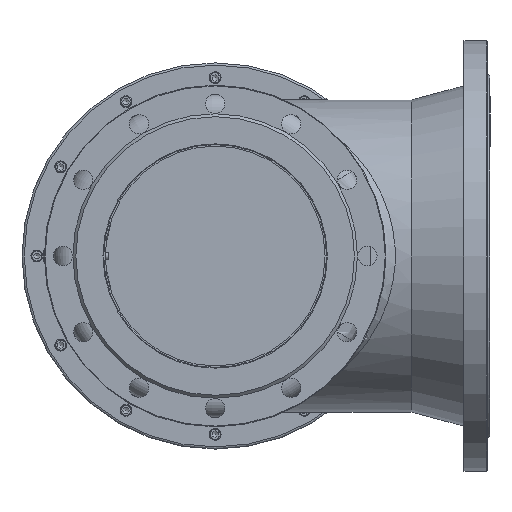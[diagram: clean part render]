
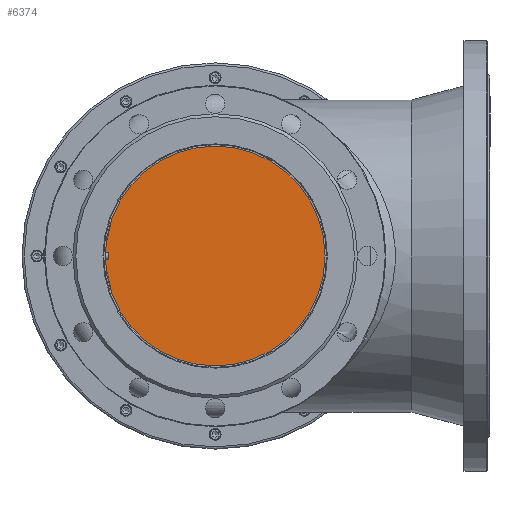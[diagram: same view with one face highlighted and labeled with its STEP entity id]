
A CAD part, front view. The second image highlights one B-rep face of the part: STEP entity #6374.
In plain terms, the highlighted planar face has unit normal (0, -1, 0).
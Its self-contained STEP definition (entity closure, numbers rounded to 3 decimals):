
#573=PLANE('',#7146);
#864=FACE_OUTER_BOUND('',#1333,.T.);
#1333=EDGE_LOOP('',(#5015));
#1750=CIRCLE('',#7132,150.);
#2952=VERTEX_POINT('',#12196);
#3669=EDGE_CURVE('',#2952,#2952,#1750,.T.);
#5015=ORIENTED_EDGE('',*,*,#3669,.T.);
#6374=ADVANCED_FACE('',(#864),#573,.T.);
#7132=AXIS2_PLACEMENT_3D('',#12198,#8462,#8463);
#7146=AXIS2_PLACEMENT_3D('',#12222,#8493,#8494);
#8462=DIRECTION('center_axis',(0.,-1.,0.));
#8463=DIRECTION('ref_axis',(-1.,0.,0.));
#8493=DIRECTION('center_axis',(0.,-1.,0.));
#8494=DIRECTION('ref_axis',(0.,0.,-1.));
#12196=CARTESIAN_POINT('',(150.,-390.,0.));
#12198=CARTESIAN_POINT('Origin',(0.,-390.,0.));
#12222=CARTESIAN_POINT('Origin',(0.,-390.,0.));
